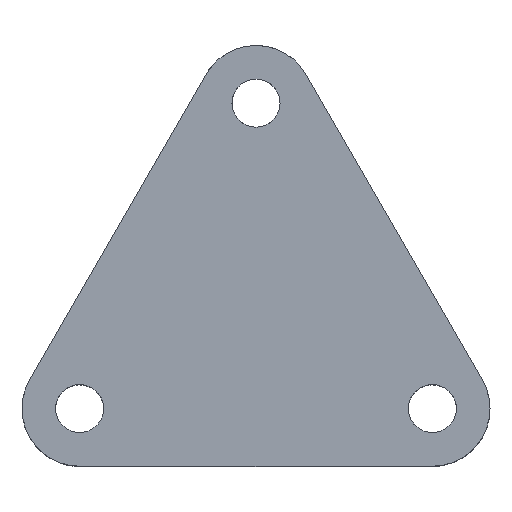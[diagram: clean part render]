
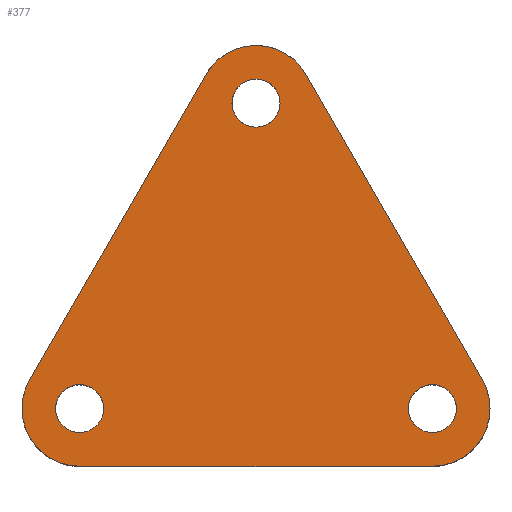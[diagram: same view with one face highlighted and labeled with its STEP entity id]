
A CAD part, top view. The second image highlights one B-rep face of the part: STEP entity #377.
In plain terms, the highlighted planar face has unit normal (0, 0, 1).
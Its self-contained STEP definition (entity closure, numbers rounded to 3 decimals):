
#21=FACE_BOUND('',#75,.T.);
#22=FACE_BOUND('',#76,.T.);
#23=FACE_BOUND('',#77,.T.);
#31=PLANE('',#414);
#48=FACE_OUTER_BOUND('',#74,.T.);
#74=EDGE_LOOP('',(#320,#321,#322,#323,#324,#325));
#75=EDGE_LOOP('',(#326));
#76=EDGE_LOOP('',(#327));
#77=EDGE_LOOP('',(#328));
#118=LINE('',#615,#151);
#121=LINE('',#625,#154);
#122=LINE('',#629,#155);
#151=VECTOR('',#502,10.);
#154=VECTOR('',#513,10.);
#155=VECTOR('',#516,10.);
#160=CIRCLE('',#387,0.5);
#161=CIRCLE('',#390,0.5);
#162=CIRCLE('',#393,0.5);
#165=CIRCLE('',#415,1.2);
#166=CIRCLE('',#416,1.2);
#167=CIRCLE('',#417,1.2);
#168=VERTEX_POINT('',#537);
#170=VERTEX_POINT('',#543);
#172=VERTEX_POINT('',#549);
#195=VERTEX_POINT('',#612);
#196=VERTEX_POINT('',#614);
#198=VERTEX_POINT('',#622);
#199=VERTEX_POINT('',#624);
#200=VERTEX_POINT('',#626);
#201=VERTEX_POINT('',#628);
#202=EDGE_CURVE('',#168,#168,#160,.T.);
#205=EDGE_CURVE('',#170,#170,#161,.T.);
#208=EDGE_CURVE('',#172,#172,#162,.T.);
#240=EDGE_CURVE('',#195,#196,#118,.T.);
#244=EDGE_CURVE('',#198,#195,#165,.T.);
#245=EDGE_CURVE('',#199,#198,#121,.T.);
#246=EDGE_CURVE('',#200,#199,#166,.T.);
#247=EDGE_CURVE('',#201,#200,#122,.T.);
#248=EDGE_CURVE('',#196,#201,#167,.T.);
#320=ORIENTED_EDGE('',*,*,#244,.F.);
#321=ORIENTED_EDGE('',*,*,#245,.F.);
#322=ORIENTED_EDGE('',*,*,#246,.F.);
#323=ORIENTED_EDGE('',*,*,#247,.F.);
#324=ORIENTED_EDGE('',*,*,#248,.F.);
#325=ORIENTED_EDGE('',*,*,#240,.F.);
#326=ORIENTED_EDGE('',*,*,#202,.T.);
#327=ORIENTED_EDGE('',*,*,#205,.T.);
#328=ORIENTED_EDGE('',*,*,#208,.T.);
#377=ADVANCED_FACE('',(#48,#21,#22,#23),#31,.T.);
#387=AXIS2_PLACEMENT_3D('',#538,#428,#429);
#390=AXIS2_PLACEMENT_3D('',#544,#435,#436);
#393=AXIS2_PLACEMENT_3D('',#550,#442,#443);
#414=AXIS2_PLACEMENT_3D('',#621,#509,#510);
#415=AXIS2_PLACEMENT_3D('',#623,#511,#512);
#416=AXIS2_PLACEMENT_3D('',#627,#514,#515);
#417=AXIS2_PLACEMENT_3D('',#630,#517,#518);
#428=DIRECTION('center_axis',(0.,0.,-1.));
#429=DIRECTION('ref_axis',(-1.,0.,0.));
#435=DIRECTION('center_axis',(0.,0.,-1.));
#436=DIRECTION('ref_axis',(-1.,0.,0.));
#442=DIRECTION('center_axis',(0.,0.,-1.));
#443=DIRECTION('ref_axis',(-1.,0.,0.));
#502=DIRECTION('',(0.5,-0.866,0.));
#509=DIRECTION('center_axis',(0.,0.,1.));
#510=DIRECTION('ref_axis',(1.,0.,0.));
#511=DIRECTION('center_axis',(0.,0.,-1.));
#512=DIRECTION('ref_axis',(0.,1.,0.));
#513=DIRECTION('',(0.5,0.866,0.));
#514=DIRECTION('center_axis',(0.,0.,-1.));
#515=DIRECTION('ref_axis',(-0.866,-0.5,0.));
#516=DIRECTION('',(-1.,0.,0.));
#517=DIRECTION('center_axis',(0.,0.,-1.));
#518=DIRECTION('ref_axis',(0.866,-0.5,0.));
#537=CARTESIAN_POINT('',(4.172,1.169,0.5));
#538=CARTESIAN_POINT('Origin',(3.672,1.169,0.5));
#543=CARTESIAN_POINT('',(-3.172,1.169,0.5));
#544=CARTESIAN_POINT('Origin',(-3.672,1.169,0.5));
#549=CARTESIAN_POINT('',(0.5,7.528,0.5));
#550=CARTESIAN_POINT('Origin',(0.,7.528,0.5));
#612=CARTESIAN_POINT('',(1.039,8.128,0.5));
#614=CARTESIAN_POINT('',(4.711,1.769,0.5));
#615=CARTESIAN_POINT('',(1.078,8.061,0.5));
#621=CARTESIAN_POINT('Origin',(0.,4.948,0.5));
#622=CARTESIAN_POINT('',(-1.039,8.128,0.5));
#623=CARTESIAN_POINT('Origin',(0.,7.528,0.5));
#624=CARTESIAN_POINT('',(-4.711,1.769,0.5));
#625=CARTESIAN_POINT('',(-3.953,3.081,0.5));
#626=CARTESIAN_POINT('',(-3.672,-0.031,0.5));
#627=CARTESIAN_POINT('Origin',(-3.672,1.169,0.5));
#628=CARTESIAN_POINT('',(3.672,-0.031,0.5));
#629=CARTESIAN_POINT('',(2.875,-0.031,0.5));
#630=CARTESIAN_POINT('Origin',(3.672,1.169,0.5));
